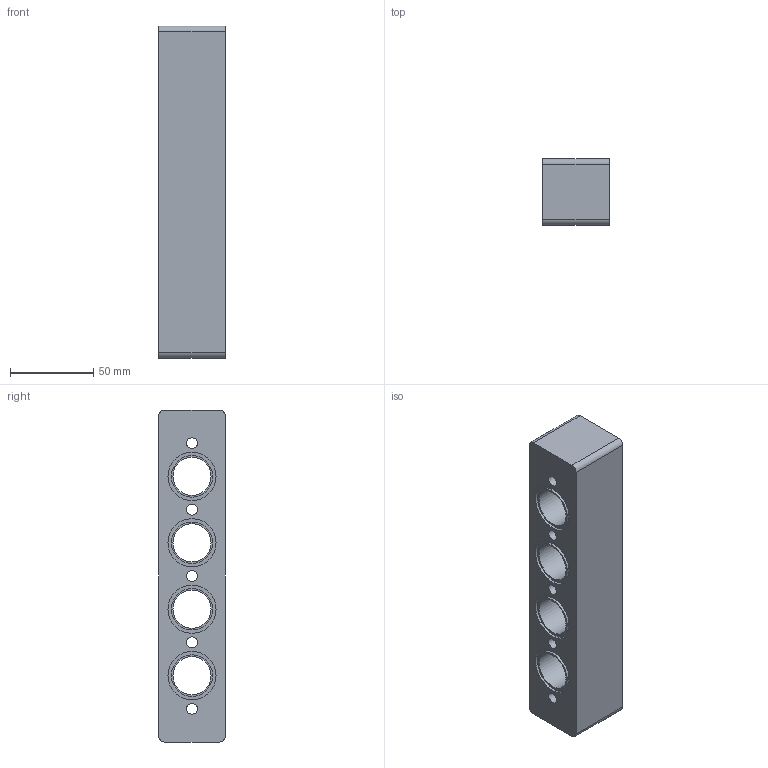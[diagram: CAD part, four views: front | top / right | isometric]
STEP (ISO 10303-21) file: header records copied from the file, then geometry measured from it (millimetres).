
FILE_DESCRIPTION((''),'2;1');
FILE_NAME('SD0155N.stp','2009-08-10T15:16:06',('teddy iii'),(''),'Autodesk Inventor 11','Autodesk Inventor 11','');
FILE_SCHEMA(('AUTOMOTIVE_DESIGN { 1 0 10303 214 1 1 1 1 }'));
Length unit declared in the file: millimetre
Products named in the file (1): SD0155N
Bounding box: 40 x 40 x 200 mm (x, y, z)
Volume: 244131.6 mm3; surface area: 49037 mm2
Topology: 1 solids, 1 shells, 51 faces, 108 edges, 75 vertices
Faces by surface type: bspline 21, plane 18, cylinder 12
Full cylindrical faces by diameter (mm): 25 x4, 29 x4
Entity records: 1486 total; most frequent: CARTESIAN_POINT 493, DIRECTION 194, ORIENTED_EDGE 148, EDGE_LOOP 110, AXIS2_PLACEMENT_3D 89, EDGE_CURVE 74, VERTEX_POINT 66, FACE_BOUND 59
